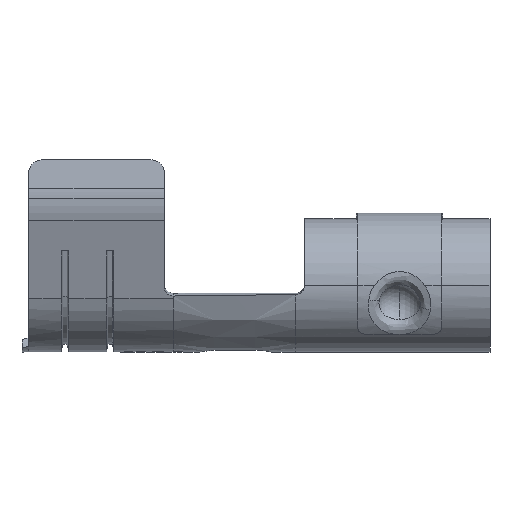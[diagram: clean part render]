
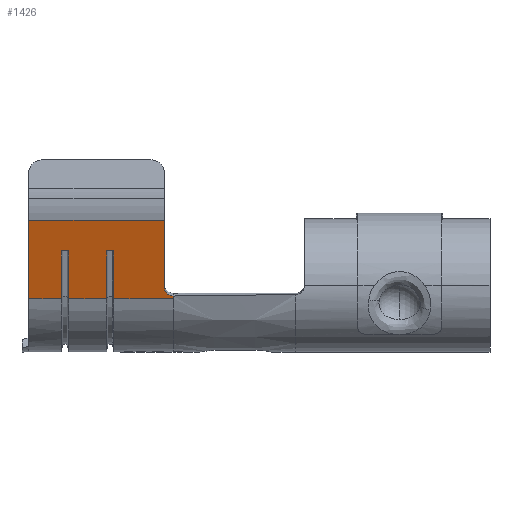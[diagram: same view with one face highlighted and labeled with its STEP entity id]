
A CAD part, top view. The second image highlights one B-rep face of the part: STEP entity #1426.
In plain terms, the highlighted planar face has unit normal (0, -0.305, 0.952).
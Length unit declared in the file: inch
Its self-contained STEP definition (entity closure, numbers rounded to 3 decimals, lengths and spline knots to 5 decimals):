
#59 = DIRECTION ( 'NONE',  ( 0., 0.952, 0.305 ) ) ;
#134 = CARTESIAN_POINT ( 'NONE',  ( -0.93191, 0.07604, 0.19569 ) ) ;
#165 = CARTESIAN_POINT ( 'NONE',  ( -0.7, -0.02361, 0.16374 ) ) ;
#416 = ORIENTED_EDGE ( 'NONE', *, *, #10302, .T. ) ;
#425 = VERTEX_POINT ( 'NONE', #10829 ) ;
#531 = EDGE_CURVE ( 'NONE', #715, #425, #10886, .T. ) ;
#551 = LINE ( 'NONE', #4074, #6594 ) ;
#612 = LINE ( 'NONE', #4136, #2709 ) ;
#715 = VERTEX_POINT ( 'NONE', #9438 ) ;
#734 = DIRECTION ( 'NONE',  ( 0., 0.305, -0.952 ) ) ;
#826 = EDGE_CURVE ( 'NONE', #8858, #1551, #3645, .T. ) ;
#1013 = ORIENTED_EDGE ( 'NONE', *, *, #2914, .F. ) ;
#1043 = EDGE_CURVE ( 'NONE', #3828, #6138, #9418, .T. ) ;
#1301 = CARTESIAN_POINT ( 'NONE',  ( -0.93191, -0.0294, 0.16188 ) ) ;
#1426 = ADVANCED_FACE ( 'NONE', ( #1598 ), #5135, .F. ) ;
#1442 = CARTESIAN_POINT ( 'NONE',  ( -0.72, 0.14366, 0.21736 ) ) ;
#1528 = VECTOR ( 'NONE', #1550, 39.37008 ) ;
#1550 = DIRECTION ( 'NONE',  ( -1., 0., 0. ) ) ;
#1551 = VERTEX_POINT ( 'NONE', #3027 ) ;
#1598 = FACE_OUTER_BOUND ( 'NONE', #5941, .T. ) ;
#1800 = VECTOR ( 'NONE', #10765, 39.37008 ) ;
#1890 = EDGE_CURVE ( 'NONE', #8858, #8346, #3518, .T. ) ;
#2080 = VERTEX_POINT ( 'NONE', #8179 ) ;
#2141 = EDGE_CURVE ( 'NONE', #2080, #6646, #6713, .T. ) ;
#2296 = DIRECTION ( 'NONE',  ( -1., 0., 0. ) ) ;
#2506 = DIRECTION ( 'NONE',  ( 0., -0.952, -0.305 ) ) ;
#2557 = ORIENTED_EDGE ( 'NONE', *, *, #4318, .F. ) ;
#2645 = LINE ( 'NONE', #6186, #11460 ) ;
#2671 = CARTESIAN_POINT ( 'NONE',  ( -0.93191, 0.07604, 0.19569 ) ) ;
#2709 = VECTOR ( 'NONE', #7706, 39.37008 ) ;
#2716 = ORIENTED_EDGE ( 'NONE', *, *, #531, .F. ) ;
#2740 = EDGE_CURVE ( 'NONE', #715, #10862, #8105, .T. ) ;
#2881 = ORIENTED_EDGE ( 'NONE', *, *, #3305, .F. ) ;
#2901 = CARTESIAN_POINT ( 'NONE',  ( -0.94809, 0.07604, 0.19569 ) ) ;
#2914 = EDGE_CURVE ( 'NONE', #5433, #2080, #5707, .T. ) ;
#3027 = CARTESIAN_POINT ( 'NONE',  ( -0.83191, 0.07604, 0.19569 ) ) ;
#3200 = ORIENTED_EDGE ( 'NONE', *, *, #2141, .F. ) ;
#3302 = ORIENTED_EDGE ( 'NONE', *, *, #826, .T. ) ;
#3305 = EDGE_CURVE ( 'NONE', #425, #6889, #551, .T. ) ;
#3415 = VERTEX_POINT ( 'NONE', #9562 ) ;
#3518 = LINE ( 'NONE', #7080, #7379 ) ;
#3527 = ORIENTED_EDGE ( 'NONE', *, *, #3534, .T. ) ;
#3534 = EDGE_CURVE ( 'NONE', #10862, #4197, #7980, .T. ) ;
#3590 = VECTOR ( 'NONE', #3696, 39.37008 ) ;
#3645 = LINE ( 'NONE', #7213, #1800 ) ;
#3667 = DIRECTION ( 'NONE',  ( 1., 0., 0. ) ) ;
#3696 = DIRECTION ( 'NONE',  ( 0., -0.952, -0.305 ) ) ;
#3828 = VERTEX_POINT ( 'NONE', #6689 ) ;
#4074 = CARTESIAN_POINT ( 'NONE',  ( -0.72, -0.0294, 0.16188 ) ) ;
#4136 = CARTESIAN_POINT ( 'NONE',  ( -1.02, -0.0294, 0.16188 ) ) ;
#4197 = VERTEX_POINT ( 'NONE', #1301 ) ;
#4239 = LINE ( 'NONE', #10494, #6471 ) ;
#4248 = DIRECTION ( 'NONE',  ( 0., 0.952, 0.305 ) ) ;
#4318 = EDGE_CURVE ( 'NONE', #3828, #3415, #4239, .T. ) ;
#4452 = CARTESIAN_POINT ( 'NONE',  ( -0.7, -0.00456, 0.16985 ) ) ;
#4979 = DIRECTION ( 'NONE',  ( -1., 0., 0. ) ) ;
#5099 = AXIS2_PLACEMENT_3D ( 'NONE', #4452, #8030, #59 ) ;
#5135 = PLANE ( 'NONE',  #6778 ) ;
#5190 = VECTOR ( 'NONE', #4979, 39.37008 ) ;
#5433 = VERTEX_POINT ( 'NONE', #8594 ) ;
#5707 = LINE ( 'NONE', #165, #3590 ) ;
#5941 = EDGE_LOOP ( 'NONE', ( #416, #3200, #1013, #10732, #2557, #9180, #9727, #2881, #2716, #9697, #3527, #7689, #11103, #3302 ) ) ;
#5956 = LINE ( 'NONE', #9530, #1528 ) ;
#6138 = VERTEX_POINT ( 'NONE', #6998 ) ;
#6186 = CARTESIAN_POINT ( 'NONE',  ( -0.83191, 0.07604, 0.19569 ) ) ;
#6215 = DIRECTION ( 'NONE',  ( 0., -0.952, -0.305 ) ) ;
#6228 = VECTOR ( 'NONE', #2296, 39.37008 ) ;
#6285 = CARTESIAN_POINT ( 'NONE',  ( -0.83191, -0.0294, 0.16188 ) ) ;
#6446 = DIRECTION ( 'NONE',  ( 0., -0.952, -0.305 ) ) ;
#6471 = VECTOR ( 'NONE', #2506, 39.37008 ) ;
#6546 = CARTESIAN_POINT ( 'NONE',  ( -0.84809, 0.07604, 0.19569 ) ) ;
#6594 = VECTOR ( 'NONE', #7644, 39.37008 ) ;
#6646 = VERTEX_POINT ( 'NONE', #6285 ) ;
#6689 = CARTESIAN_POINT ( 'NONE',  ( -0.72, 0.14366, 0.21736 ) ) ;
#6713 = LINE ( 'NONE', #10276, #6228 ) ;
#6778 = AXIS2_PLACEMENT_3D ( 'NONE', #8706, #734, #4248 ) ;
#6889 = VERTEX_POINT ( 'NONE', #10267 ) ;
#6998 = CARTESIAN_POINT ( 'NONE',  ( -1.02, 0.14366, 0.21736 ) ) ;
#7080 = CARTESIAN_POINT ( 'NONE',  ( -0.84809, 0.07604, 0.19569 ) ) ;
#7213 = CARTESIAN_POINT ( 'NONE',  ( -0.83191, 0.07604, 0.19569 ) ) ;
#7379 = VECTOR ( 'NONE', #10630, 39.37008 ) ;
#7383 = CARTESIAN_POINT ( 'NONE',  ( -0.84809, -0.0294, 0.16188 ) ) ;
#7644 = DIRECTION ( 'NONE',  ( -1., 0., 0. ) ) ;
#7689 = ORIENTED_EDGE ( 'NONE', *, *, #11415, .F. ) ;
#7706 = DIRECTION ( 'NONE',  ( 0., -0.952, -0.305 ) ) ;
#7980 = LINE ( 'NONE', #2671, #10671 ) ;
#8030 = DIRECTION ( 'NONE',  ( 0., 0.305, -0.952 ) ) ;
#8105 = LINE ( 'NONE', #134, #11435 ) ;
#8179 = CARTESIAN_POINT ( 'NONE',  ( -0.7, -0.0294, 0.16188 ) ) ;
#8253 = EDGE_CURVE ( 'NONE', #5433, #3415, #10129, .T. ) ;
#8346 = VERTEX_POINT ( 'NONE', #7383 ) ;
#8594 = CARTESIAN_POINT ( 'NONE',  ( -0.7, -0.02361, 0.16374 ) ) ;
#8706 = CARTESIAN_POINT ( 'NONE',  ( -0.72, -0.0294, 0.16188 ) ) ;
#8858 = VERTEX_POINT ( 'NONE', #6546 ) ;
#9180 = ORIENTED_EDGE ( 'NONE', *, *, #1043, .T. ) ;
#9418 = LINE ( 'NONE', #1442, #5190 ) ;
#9438 = CARTESIAN_POINT ( 'NONE',  ( -0.94809, 0.07604, 0.19569 ) ) ;
#9530 = CARTESIAN_POINT ( 'NONE',  ( -0.72, -0.0294, 0.16188 ) ) ;
#9562 = CARTESIAN_POINT ( 'NONE',  ( -0.72, -0.00456, 0.16985 ) ) ;
#9697 = ORIENTED_EDGE ( 'NONE', *, *, #2740, .T. ) ;
#9727 = ORIENTED_EDGE ( 'NONE', *, *, #10807, .T. ) ;
#9768 = DIRECTION ( 'NONE',  ( 0., -0.952, -0.305 ) ) ;
#10129 = CIRCLE ( 'NONE', #5099, 0.02 ) ;
#10267 = CARTESIAN_POINT ( 'NONE',  ( -1.02, -0.0294, 0.16188 ) ) ;
#10276 = CARTESIAN_POINT ( 'NONE',  ( -0.72, -0.0294, 0.16188 ) ) ;
#10302 = EDGE_CURVE ( 'NONE', #1551, #6646, #2645, .T. ) ;
#10439 = CARTESIAN_POINT ( 'NONE',  ( -0.93191, 0.07604, 0.19569 ) ) ;
#10494 = CARTESIAN_POINT ( 'NONE',  ( -0.72, -0.0294, 0.16188 ) ) ;
#10628 = VECTOR ( 'NONE', #6446, 39.37008 ) ;
#10630 = DIRECTION ( 'NONE',  ( 0., -0.952, -0.305 ) ) ;
#10671 = VECTOR ( 'NONE', #6215, 39.37008 ) ;
#10732 = ORIENTED_EDGE ( 'NONE', *, *, #8253, .T. ) ;
#10765 = DIRECTION ( 'NONE',  ( 1., 0., 0. ) ) ;
#10807 = EDGE_CURVE ( 'NONE', #6138, #6889, #612, .T. ) ;
#10829 = CARTESIAN_POINT ( 'NONE',  ( -0.94809, -0.0294, 0.16188 ) ) ;
#10862 = VERTEX_POINT ( 'NONE', #10439 ) ;
#10886 = LINE ( 'NONE', #2901, #10628 ) ;
#11103 = ORIENTED_EDGE ( 'NONE', *, *, #1890, .F. ) ;
#11415 = EDGE_CURVE ( 'NONE', #8346, #4197, #5956, .T. ) ;
#11435 = VECTOR ( 'NONE', #3667, 39.37008 ) ;
#11460 = VECTOR ( 'NONE', #9768, 39.37008 ) ;
